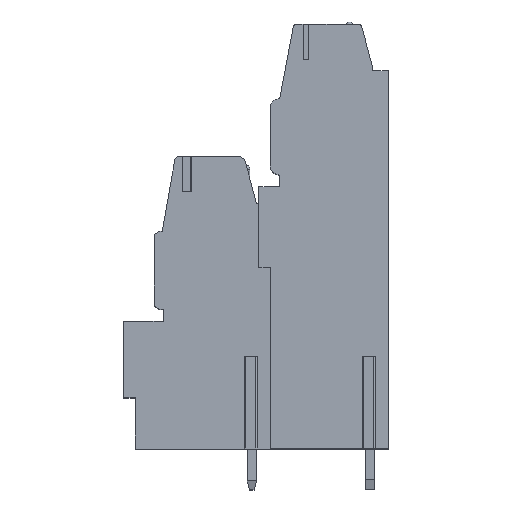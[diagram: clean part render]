
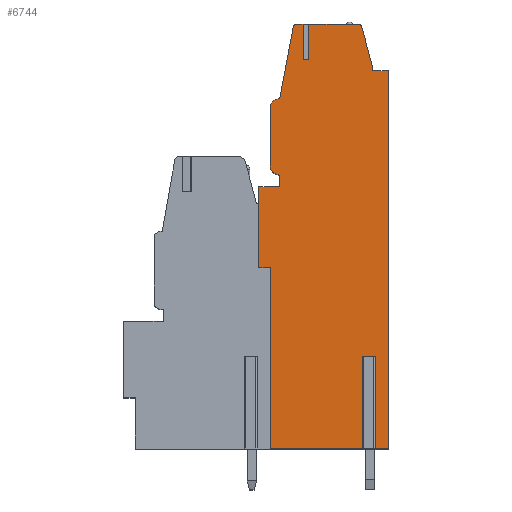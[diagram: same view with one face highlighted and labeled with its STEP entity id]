
A CAD part, top view. The second image highlights one B-rep face of the part: STEP entity #6744.
In plain terms, the highlighted planar face has unit normal (0, 0, 1).
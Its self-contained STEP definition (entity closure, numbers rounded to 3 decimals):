
#13=DIRECTION('',(0.,1.,0.));
#14=VECTOR('',#13,15.6);
#15=CARTESIAN_POINT('',(1.,-19.1,17.78));
#16=LINE('',#15,#14);
#17=DIRECTION('',(1.,0.,0.));
#18=VECTOR('',#17,1.);
#19=CARTESIAN_POINT('',(0.,-3.5,17.78));
#20=LINE('',#19,#18);
#21=DIRECTION('',(-1.,0.,0.));
#22=VECTOR('',#21,1.8);
#23=CARTESIAN_POINT('',(1.8,3.5,17.78));
#24=LINE('',#23,#22);
#25=DIRECTION('',(0.,-1.,0.));
#26=VECTOR('',#25,1.);
#27=CARTESIAN_POINT('',(1.8,4.5,17.78));
#28=LINE('',#27,#26);
#29=CARTESIAN_POINT('',(1.8,5.3,17.78));
#30=DIRECTION('',(0.,0.,1.));
#31=DIRECTION('',(-1.,0.,0.));
#32=AXIS2_PLACEMENT_3D('',#29,#30,#31);
#34=DIRECTION('',(0.,-1.,0.));
#35=VECTOR('',#34,5.);
#36=CARTESIAN_POINT('',(1.,10.3,17.78));
#37=LINE('',#36,#35);
#38=CARTESIAN_POINT('',(1.8,10.3,17.78));
#39=DIRECTION('',(0.,0.,1.));
#40=DIRECTION('',(0.,1.,0.));
#41=AXIS2_PLACEMENT_3D('',#38,#39,#40);
#43=DIRECTION('',(-0.186,-0.983,0.));
#44=VECTOR('',#43,6.265);
#45=CARTESIAN_POINT('',(2.964,17.256,17.78));
#46=LINE('',#45,#44);
#47=CARTESIAN_POINT('',(3.259,17.2,17.78));
#48=DIRECTION('',(0.,0.,1.));
#49=DIRECTION('',(0.,1.,0.));
#50=AXIS2_PLACEMENT_3D('',#47,#48,#49);
#52=DIRECTION('',(-1.,0.,0.));
#53=VECTOR('',#52,0.551);
#54=CARTESIAN_POINT('',(3.81,17.5,17.78));
#55=LINE('',#54,#53);
#56=DIRECTION('',(0.,-1.,0.));
#57=VECTOR('',#56,3.05);
#58=CARTESIAN_POINT('',(3.81,17.5,17.78));
#59=LINE('',#58,#57);
#60=DIRECTION('',(1.,0.,0.));
#61=VECTOR('',#60,0.5);
#62=CARTESIAN_POINT('',(3.81,14.45,17.78));
#63=LINE('',#62,#61);
#64=DIRECTION('',(0.,-1.,0.));
#65=VECTOR('',#64,3.05);
#66=CARTESIAN_POINT('',(4.31,17.5,17.78));
#67=LINE('',#66,#65);
#68=DIRECTION('',(-1.,0.,0.));
#69=VECTOR('',#68,4.27);
#70=CARTESIAN_POINT('',(8.58,17.5,17.78));
#71=LINE('',#70,#69);
#72=CARTESIAN_POINT('',(8.58,17.2,17.78));
#73=DIRECTION('',(0.,0.,1.));
#74=DIRECTION('',(0.965,0.261,0.));
#75=AXIS2_PLACEMENT_3D('',#72,#73,#74);
#77=DIRECTION('',(-0.261,0.965,0.));
#78=VECTOR('',#77,3.539);
#79=CARTESIAN_POINT('',(9.792,13.861,17.78));
#80=LINE('',#79,#78);
#81=DIRECTION('',(-0.035,0.999,0.));
#82=VECTOR('',#81,0.361);
#83=CARTESIAN_POINT('',(9.805,13.5,17.78));
#84=LINE('',#83,#82);
#85=DIRECTION('',(-1.,0.,0.));
#86=VECTOR('',#85,1.355);
#87=CARTESIAN_POINT('',(11.16,13.5,17.78));
#88=LINE('',#87,#86);
#89=DIRECTION('',(0.,1.,0.));
#90=VECTOR('',#89,32.6);
#91=CARTESIAN_POINT('',(11.16,-19.1,17.78));
#92=LINE('',#91,#90);
#93=DIRECTION('',(1.,0.,0.));
#94=VECTOR('',#93,1.39);
#95=CARTESIAN_POINT('',(9.77,-19.1,17.78));
#96=LINE('',#95,#94);
#97=DIRECTION('',(0.,1.,0.));
#98=VECTOR('',#97,8.);
#99=CARTESIAN_POINT('',(9.77,-19.1,17.78));
#100=LINE('',#99,#98);
#101=DIRECTION('',(-1.,0.,0.));
#102=VECTOR('',#101,0.62);
#103=CARTESIAN_POINT('',(9.77,-11.1,17.78));
#104=LINE('',#103,#102);
#105=DIRECTION('',(0.,1.,0.));
#106=VECTOR('',#105,8.);
#107=CARTESIAN_POINT('',(9.15,-19.1,17.78));
#108=LINE('',#107,#106);
#109=DIRECTION('',(1.,0.,0.));
#110=VECTOR('',#109,8.15);
#111=CARTESIAN_POINT('',(1.,-19.1,17.78));
#112=LINE('',#111,#110);
#281=DIRECTION('',(0.,-1.,0.));
#282=VECTOR('',#281,7.);
#283=CARTESIAN_POINT('',(0.,3.5,17.78));
#284=LINE('',#283,#282);
#5233=CARTESIAN_POINT('',(11.16,-19.1,17.78));
#5234=CARTESIAN_POINT('',(11.16,13.5,17.78));
#5235=VERTEX_POINT('',#5233);
#5236=VERTEX_POINT('',#5234);
#5237=CARTESIAN_POINT('',(9.805,13.5,17.78));
#5238=VERTEX_POINT('',#5237);
#5239=CARTESIAN_POINT('',(9.792,13.861,17.78));
#5240=VERTEX_POINT('',#5239);
#5241=CARTESIAN_POINT('',(8.87,17.278,17.78));
#5242=VERTEX_POINT('',#5241);
#5243=CARTESIAN_POINT('',(8.58,17.5,17.78));
#5244=VERTEX_POINT('',#5243);
#5245=CARTESIAN_POINT('',(3.259,17.5,17.78));
#5246=CARTESIAN_POINT('',(2.964,17.256,17.78));
#5247=VERTEX_POINT('',#5245);
#5248=VERTEX_POINT('',#5246);
#5249=CARTESIAN_POINT('',(1.8,11.1,17.78));
#5250=VERTEX_POINT('',#5249);
#5251=CARTESIAN_POINT('',(1.,10.3,17.78));
#5252=VERTEX_POINT('',#5251);
#5253=CARTESIAN_POINT('',(1.,5.3,17.78));
#5254=VERTEX_POINT('',#5253);
#5255=CARTESIAN_POINT('',(1.8,4.5,17.78));
#5256=VERTEX_POINT('',#5255);
#5257=CARTESIAN_POINT('',(1.8,3.5,17.78));
#5258=VERTEX_POINT('',#5257);
#5259=CARTESIAN_POINT('',(0.,3.5,17.78));
#5260=VERTEX_POINT('',#5259);
#5345=CARTESIAN_POINT('',(9.77,-11.1,17.78));
#5346=CARTESIAN_POINT('',(9.15,-11.1,17.78));
#5347=VERTEX_POINT('',#5345);
#5348=VERTEX_POINT('',#5346);
#5349=CARTESIAN_POINT('',(9.77,-19.1,17.78));
#5350=VERTEX_POINT('',#5349);
#5351=CARTESIAN_POINT('',(9.15,-19.1,17.78));
#5352=VERTEX_POINT('',#5351);
#5353=CARTESIAN_POINT('',(1.,-19.1,17.78));
#5354=VERTEX_POINT('',#5353);
#5391=CARTESIAN_POINT('',(3.81,14.45,17.78));
#5392=CARTESIAN_POINT('',(4.31,14.45,17.78));
#5393=VERTEX_POINT('',#5391);
#5394=VERTEX_POINT('',#5392);
#5395=CARTESIAN_POINT('',(3.81,17.5,17.78));
#5396=VERTEX_POINT('',#5395);
#5401=CARTESIAN_POINT('',(4.31,17.5,17.78));
#5402=VERTEX_POINT('',#5401);
#6601=CARTESIAN_POINT('',(1.,-3.5,17.78));
#6602=VERTEX_POINT('',#6601);
#6603=CARTESIAN_POINT('',(0.,-3.5,17.78));
#6604=VERTEX_POINT('',#6603);
#6687=CARTESIAN_POINT('',(0.,0.,17.78));
#6688=DIRECTION('',(0.,0.,1.));
#6689=DIRECTION('',(1.,0.,0.));
#6690=AXIS2_PLACEMENT_3D('',#6687,#6688,#6689);
#6691=PLANE('',#6690);
#6693=ORIENTED_EDGE('',*,*,#6692,.T.);
#6695=ORIENTED_EDGE('',*,*,#6694,.F.);
#6697=ORIENTED_EDGE('',*,*,#6696,.F.);
#6699=ORIENTED_EDGE('',*,*,#6698,.F.);
#6701=ORIENTED_EDGE('',*,*,#6700,.F.);
#6703=ORIENTED_EDGE('',*,*,#6702,.F.);
#6705=ORIENTED_EDGE('',*,*,#6704,.F.);
#6707=ORIENTED_EDGE('',*,*,#6706,.F.);
#6709=ORIENTED_EDGE('',*,*,#6708,.F.);
#6711=ORIENTED_EDGE('',*,*,#6710,.F.);
#6713=ORIENTED_EDGE('',*,*,#6712,.F.);
#6715=ORIENTED_EDGE('',*,*,#6714,.T.);
#6717=ORIENTED_EDGE('',*,*,#6716,.T.);
#6719=ORIENTED_EDGE('',*,*,#6718,.F.);
#6721=ORIENTED_EDGE('',*,*,#6720,.F.);
#6723=ORIENTED_EDGE('',*,*,#6722,.F.);
#6725=ORIENTED_EDGE('',*,*,#6724,.F.);
#6727=ORIENTED_EDGE('',*,*,#6726,.F.);
#6729=ORIENTED_EDGE('',*,*,#6728,.F.);
#6731=ORIENTED_EDGE('',*,*,#6730,.F.);
#6733=ORIENTED_EDGE('',*,*,#6732,.F.);
#6735=ORIENTED_EDGE('',*,*,#6734,.T.);
#6737=ORIENTED_EDGE('',*,*,#6736,.T.);
#6739=ORIENTED_EDGE('',*,*,#6738,.F.);
#6741=ORIENTED_EDGE('',*,*,#6740,.F.);
#6742=EDGE_LOOP('',(#6693,#6695,#6697,#6699,#6701,#6703,#6705,#6707,#6709,#6711,
#6713,#6715,#6717,#6719,#6721,#6723,#6725,#6727,#6729,#6731,#6733,#6735,#6737,
#6739,#6741));
#6743=FACE_OUTER_BOUND('',#6742,.F.);
#33=CIRCLE('',#32,0.8);
#42=CIRCLE('',#41,0.8);
#51=CIRCLE('',#50,0.3);
#76=CIRCLE('',#75,0.3);
#6692=EDGE_CURVE('',#5354,#6602,#16,.T.);
#6694=EDGE_CURVE('',#6604,#6602,#20,.T.);
#6696=EDGE_CURVE('',#5260,#6604,#284,.T.);
#6698=EDGE_CURVE('',#5258,#5260,#24,.T.);
#6700=EDGE_CURVE('',#5256,#5258,#28,.T.);
#6702=EDGE_CURVE('',#5254,#5256,#33,.T.);
#6704=EDGE_CURVE('',#5252,#5254,#37,.T.);
#6706=EDGE_CURVE('',#5250,#5252,#42,.T.);
#6708=EDGE_CURVE('',#5248,#5250,#46,.T.);
#6710=EDGE_CURVE('',#5247,#5248,#51,.T.);
#6712=EDGE_CURVE('',#5396,#5247,#55,.T.);
#6714=EDGE_CURVE('',#5396,#5393,#59,.T.);
#6716=EDGE_CURVE('',#5393,#5394,#63,.T.);
#6718=EDGE_CURVE('',#5402,#5394,#67,.T.);
#6720=EDGE_CURVE('',#5244,#5402,#71,.T.);
#6722=EDGE_CURVE('',#5242,#5244,#76,.T.);
#6724=EDGE_CURVE('',#5240,#5242,#80,.T.);
#6726=EDGE_CURVE('',#5238,#5240,#84,.T.);
#6728=EDGE_CURVE('',#5236,#5238,#88,.T.);
#6730=EDGE_CURVE('',#5235,#5236,#92,.T.);
#6732=EDGE_CURVE('',#5350,#5235,#96,.T.);
#6734=EDGE_CURVE('',#5350,#5347,#100,.T.);
#6736=EDGE_CURVE('',#5347,#5348,#104,.T.);
#6738=EDGE_CURVE('',#5352,#5348,#108,.T.);
#6740=EDGE_CURVE('',#5354,#5352,#112,.T.);
#6744=ADVANCED_FACE('',(#6743),#6691,.T.);
